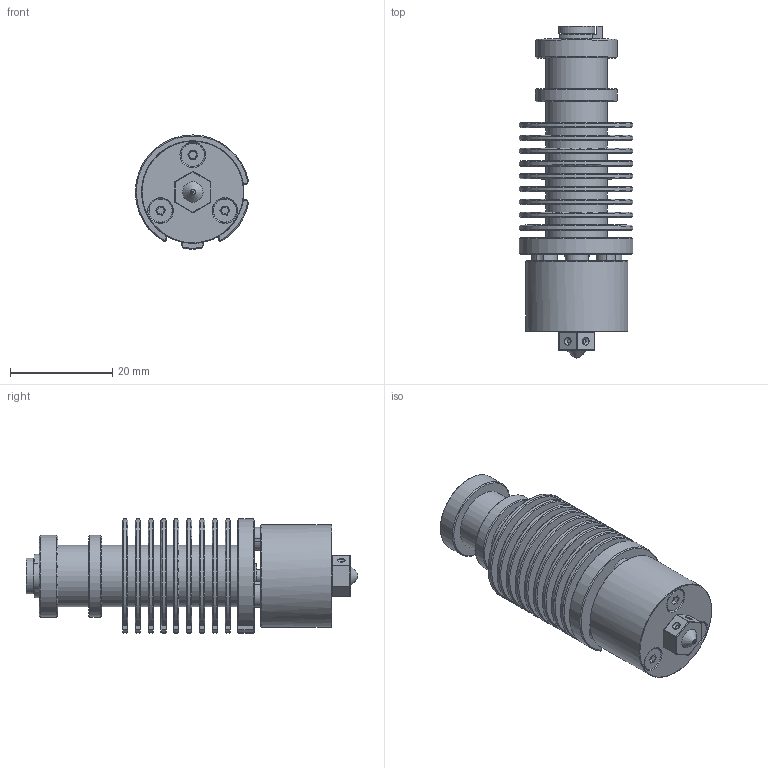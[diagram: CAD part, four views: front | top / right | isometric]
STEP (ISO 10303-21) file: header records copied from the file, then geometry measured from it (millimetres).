
FILE_DESCRIPTION(/* description */ (''),/* implementation_level */ '2;1');
FILE_NAME(/* name */ 'raptor.step',/* time_stamp */ '2021-11-02T12:11:20+01:00',/* author */ (''),/* organization */ (''),/* preprocessor_version */ 'ST-DEVELOPER v18.1',/* originating_system */ 'Autodesk Translation Framework v10.10.0.1391',/* authorisation */ '');
FILE_SCHEMA (('AUTOMOTIVE_DESIGN { 1 0 10303 214 3 1 1 }'));
Length unit declared in the file: millimetre
Products named in the file (2): hotend_3.3_5mm_solid_iges; heat_shield v8
Assembly tree (1 placements, depth 2):
  hotend_3.3_5mm_solid_iges
    heat_shield v8
Bounding box: 22.12 x 64.79 x 22.29 mm (x, y, z)
Volume: 10541.2 mm3; surface area: 12713.5 mm2
Topology: 5 solids, 5 shells, 547 faces, 1408 edges, 907 vertices
Faces by surface type: plane 275, cylinder 154, cone 97, sphere 12, bspline 9
Full cylindrical faces by diameter (mm): 0.4 x1, 1.5 x2, 1.567 x3, 1.933 x3, 2 x5, 2.4 x2, 2.5 x3, 3 x2, 3.1 x1, 3.3 x1, 3.5 x4, 4.2 x2, 4.8 x1, 5 x2, 5.8 x1, 7 x3, 8 x1, 12 x11, 16 x2, 20 x1
Entity records: 17202 total; most frequent: CARTESIAN_POINT 3728, DIRECTION 2833, ORIENTED_EDGE 2816, EDGE_CURVE 1408, AXIS2_PLACEMENT_3D 1018, VERTEX_POINT 907, LINE 797, VECTOR 797
